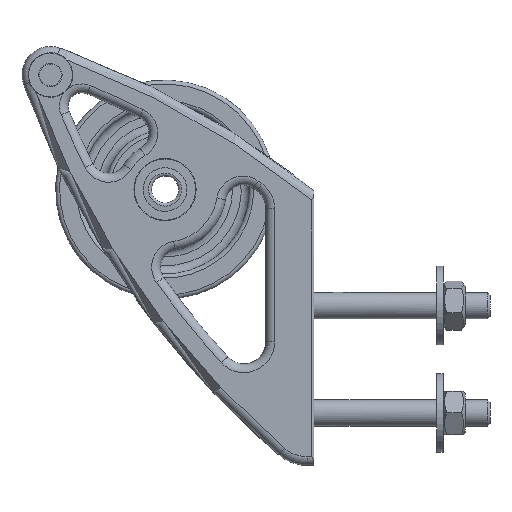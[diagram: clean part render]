
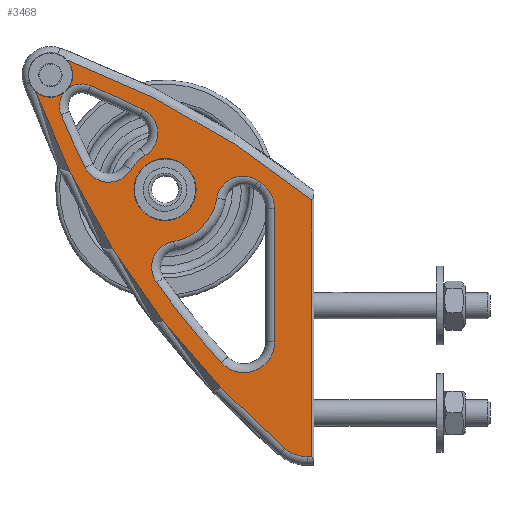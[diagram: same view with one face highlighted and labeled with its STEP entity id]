
A CAD part, left-side view. The second image highlights one B-rep face of the part: STEP entity #3468.
In plain terms, the highlighted planar face has unit normal (-1, 0, 0).
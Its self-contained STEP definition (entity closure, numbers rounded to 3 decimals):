
#111=LINE('',#6128,#211);
#121=LINE('',#6218,#221);
#122=LINE('',#6231,#222);
#211=VECTOR('',#4677,10.);
#221=VECTOR('',#4779,10.);
#222=VECTOR('',#4790,10.);
#427=PLANE('',#3900);
#516=FACE_BOUND('',#1028,.T.);
#517=FACE_BOUND('',#1029,.T.);
#712=FACE_OUTER_BOUND('',#1027,.T.);
#1027=EDGE_LOOP('',(#2778,#2779,#2780,#2781,#2782,#2783,#2784,#2785,#2786,
#2787,#2788,#2789,#2790,#2791));
#1028=EDGE_LOOP('',(#2792));
#1029=EDGE_LOOP('',(#2793,#2794,#2795,#2796,#2797,#2798,#2799,#2800));
#1326=CIRCLE('',#3747,5.1);
#1327=CIRCLE('',#3748,5.1);
#1330=CIRCLE('',#3752,7.1);
#1334=CIRCLE('',#3759,198.);
#1401=CIRCLE('',#3849,198.);
#1403=CIRCLE('',#3852,8.);
#1414=CIRCLE('',#3874,6.);
#1419=CIRCLE('',#3880,194.5);
#1420=CIRCLE('',#3882,5.1);
#1423=CIRCLE('',#3885,5.1);
#1426=CIRCLE('',#3889,194.5);
#1429=CIRCLE('',#3893,6.);
#1431=CIRCLE('',#3896,9.);
#1432=CIRCLE('',#3901,6.);
#1433=CIRCLE('',#3902,12.);
#1434=CIRCLE('',#3903,6.);
#1435=CIRCLE('',#3904,194.);
#1436=CIRCLE('',#3905,7.);
#1437=CIRCLE('',#3906,7.);
#1438=CIRCLE('',#3907,194.);
#1652=VERTEX_POINT('',#5701);
#1654=VERTEX_POINT('',#5711);
#1655=VERTEX_POINT('',#5713);
#1656=VERTEX_POINT('',#5722);
#1659=VERTEX_POINT('',#5737);
#1662=VERTEX_POINT('',#5747);
#1742=VERTEX_POINT('',#6110);
#1744=VERTEX_POINT('',#6115);
#1746=VERTEX_POINT('',#6121);
#1754=VERTEX_POINT('',#6175);
#1755=VERTEX_POINT('',#6177);
#1757=VERTEX_POINT('',#6183);
#1759=VERTEX_POINT('',#6189);
#1761=VERTEX_POINT('',#6196);
#1763=VERTEX_POINT('',#6202);
#1765=VERTEX_POINT('',#6219);
#1766=VERTEX_POINT('',#6220);
#1767=VERTEX_POINT('',#6222);
#1768=VERTEX_POINT('',#6224);
#1769=VERTEX_POINT('',#6226);
#1770=VERTEX_POINT('',#6228);
#1771=VERTEX_POINT('',#6230);
#1772=VERTEX_POINT('',#6232);
#2002=EDGE_CURVE('',#1654,#1652,#1326,.T.);
#2004=EDGE_CURVE('',#1656,#1655,#1327,.T.);
#2008=EDGE_CURVE('',#1659,#1659,#1330,.T.);
#2012=EDGE_CURVE('',#1656,#1662,#1334,.T.);
#2114=EDGE_CURVE('',#1742,#1652,#1401,.T.);
#2116=EDGE_CURVE('',#1744,#1742,#1403,.T.);
#2119=EDGE_CURVE('',#1746,#1744,#111,.T.);
#2137=EDGE_CURVE('',#1754,#1755,#1414,.T.);
#2142=EDGE_CURVE('',#1755,#1757,#1419,.T.);
#2143=EDGE_CURVE('',#1654,#1759,#1420,.T.);
#2146=EDGE_CURVE('',#1757,#1655,#1423,.T.);
#2149=EDGE_CURVE('',#1759,#1761,#1426,.T.);
#2152=EDGE_CURVE('',#1761,#1763,#1429,.T.);
#2154=EDGE_CURVE('',#1763,#1754,#1431,.T.);
#2159=EDGE_CURVE('',#1662,#1746,#121,.T.);
#2160=EDGE_CURVE('',#1765,#1766,#1432,.T.);
#2161=EDGE_CURVE('',#1767,#1765,#1433,.T.);
#2162=EDGE_CURVE('',#1768,#1767,#1434,.T.);
#2163=EDGE_CURVE('',#1769,#1768,#1435,.T.);
#2164=EDGE_CURVE('',#1770,#1769,#1436,.T.);
#2165=EDGE_CURVE('',#1771,#1770,#122,.T.);
#2166=EDGE_CURVE('',#1772,#1771,#1437,.T.);
#2167=EDGE_CURVE('',#1766,#1772,#1438,.T.);
#2778=ORIENTED_EDGE('',*,*,#2002,.T.);
#2779=ORIENTED_EDGE('',*,*,#2114,.F.);
#2780=ORIENTED_EDGE('',*,*,#2116,.F.);
#2781=ORIENTED_EDGE('',*,*,#2119,.F.);
#2782=ORIENTED_EDGE('',*,*,#2159,.F.);
#2783=ORIENTED_EDGE('',*,*,#2012,.F.);
#2784=ORIENTED_EDGE('',*,*,#2004,.T.);
#2785=ORIENTED_EDGE('',*,*,#2146,.F.);
#2786=ORIENTED_EDGE('',*,*,#2142,.F.);
#2787=ORIENTED_EDGE('',*,*,#2137,.F.);
#2788=ORIENTED_EDGE('',*,*,#2154,.F.);
#2789=ORIENTED_EDGE('',*,*,#2152,.F.);
#2790=ORIENTED_EDGE('',*,*,#2149,.F.);
#2791=ORIENTED_EDGE('',*,*,#2143,.F.);
#2792=ORIENTED_EDGE('',*,*,#2008,.T.);
#2793=ORIENTED_EDGE('',*,*,#2160,.F.);
#2794=ORIENTED_EDGE('',*,*,#2161,.F.);
#2795=ORIENTED_EDGE('',*,*,#2162,.F.);
#2796=ORIENTED_EDGE('',*,*,#2163,.F.);
#2797=ORIENTED_EDGE('',*,*,#2164,.F.);
#2798=ORIENTED_EDGE('',*,*,#2165,.F.);
#2799=ORIENTED_EDGE('',*,*,#2166,.F.);
#2800=ORIENTED_EDGE('',*,*,#2167,.F.);
#3468=ADVANCED_FACE('',(#712,#516,#517),#427,.T.);
#3747=AXIS2_PLACEMENT_3D('',#5712,#4441,#4442);
#3748=AXIS2_PLACEMENT_3D('',#5723,#4443,#4444);
#3752=AXIS2_PLACEMENT_3D('',#5738,#4451,#4452);
#3759=AXIS2_PLACEMENT_3D('',#5748,#4465,#4466);
#3849=AXIS2_PLACEMENT_3D('',#6112,#4665,#4666);
#3852=AXIS2_PLACEMENT_3D('',#6117,#4671,#4672);
#3874=AXIS2_PLACEMENT_3D('',#6178,#4721,#4722);
#3880=AXIS2_PLACEMENT_3D('',#6187,#4733,#4734);
#3882=AXIS2_PLACEMENT_3D('',#6190,#4737,#4738);
#3885=AXIS2_PLACEMENT_3D('',#6194,#4743,#4744);
#3889=AXIS2_PLACEMENT_3D('',#6200,#4751,#4752);
#3893=AXIS2_PLACEMENT_3D('',#6206,#4759,#4760);
#3896=AXIS2_PLACEMENT_3D('',#6209,#4765,#4766);
#3900=AXIS2_PLACEMENT_3D('',#6217,#4777,#4778);
#3901=AXIS2_PLACEMENT_3D('',#6221,#4780,#4781);
#3902=AXIS2_PLACEMENT_3D('',#6223,#4782,#4783);
#3903=AXIS2_PLACEMENT_3D('',#6225,#4784,#4785);
#3904=AXIS2_PLACEMENT_3D('',#6227,#4786,#4787);
#3905=AXIS2_PLACEMENT_3D('',#6229,#4788,#4789);
#3906=AXIS2_PLACEMENT_3D('',#6233,#4791,#4792);
#3907=AXIS2_PLACEMENT_3D('',#6234,#4793,#4794);
#4441=DIRECTION('center_axis',(1.,0.,0.));
#4442=DIRECTION('ref_axis',(0.,0.,1.));
#4443=DIRECTION('center_axis',(1.,0.,0.));
#4444=DIRECTION('ref_axis',(0.,0.,1.));
#4451=DIRECTION('center_axis',(1.,0.,0.));
#4452=DIRECTION('ref_axis',(0.,0.,1.));
#4465=DIRECTION('center_axis',(1.,0.,0.));
#4466=DIRECTION('ref_axis',(0.,-0.487,0.873));
#4665=DIRECTION('center_axis',(1.,0.,0.));
#4666=DIRECTION('ref_axis',(0.,0.823,-0.567));
#4671=DIRECTION('center_axis',(1.,0.,0.));
#4672=DIRECTION('ref_axis',(0.,0.347,-0.938));
#4677=DIRECTION('',(0.,1.,0.));
#4721=DIRECTION('center_axis',(-1.,0.,0.));
#4722=DIRECTION('ref_axis',(0.,-0.999,0.039));
#4733=DIRECTION('center_axis',(-1.,0.,0.));
#4734=DIRECTION('ref_axis',(0.,-0.413,0.911));
#4737=DIRECTION('center_axis',(-1.,0.,0.));
#4738=DIRECTION('ref_axis',(0.,0.707,0.707));
#4743=DIRECTION('center_axis',(-1.,0.,0.));
#4744=DIRECTION('ref_axis',(0.,0.707,0.707));
#4751=DIRECTION('center_axis',(-1.,0.,0.));
#4752=DIRECTION('ref_axis',(0.,0.911,-0.413));
#4759=DIRECTION('center_axis',(-1.,0.,0.));
#4760=DIRECTION('ref_axis',(0.,0.039,-0.999));
#4765=DIRECTION('center_axis',(1.,0.,0.));
#4766=DIRECTION('ref_axis',(0.,0.707,0.707));
#4777=DIRECTION('center_axis',(-1.,0.,0.));
#4778=DIRECTION('ref_axis',(0.,0.,1.));
#4779=DIRECTION('',(0.,0.,-1.));
#4780=DIRECTION('center_axis',(-1.,0.,0.));
#4781=DIRECTION('ref_axis',(0.,0.923,0.384));
#4782=DIRECTION('center_axis',(1.,0.,0.));
#4783=DIRECTION('ref_axis',(0.,-0.707,-0.707));
#4784=DIRECTION('center_axis',(-1.,0.,0.));
#4785=DIRECTION('ref_axis',(0.,0.384,0.923));
#4786=DIRECTION('center_axis',(-1.,0.,0.));
#4787=DIRECTION('ref_axis',(0.,-0.583,0.813));
#4788=DIRECTION('center_axis',(-1.,0.,0.));
#4789=DIRECTION('ref_axis',(0.,-0.89,0.456));
#4790=DIRECTION('',(0.,0.,1.));
#4791=DIRECTION('center_axis',(-1.,0.,0.));
#4792=DIRECTION('ref_axis',(0.,-0.362,-0.932));
#4793=DIRECTION('center_axis',(-1.,0.,0.));
#4794=DIRECTION('ref_axis',(0.,0.778,-0.629));
#5701=CARTESIAN_POINT('',(-9.5,-5.932,10.366));
#5711=CARTESIAN_POINT('',(-9.5,-12.427,10.105));
#5712=CARTESIAN_POINT('Origin',(-9.5,-9.337,14.163));
#5713=CARTESIAN_POINT('',(-9.5,-13.395,11.073));
#5722=CARTESIAN_POINT('',(-9.5,-13.134,17.568));
#5723=CARTESIAN_POINT('Origin',(-9.5,-9.337,14.163));
#5737=CARTESIAN_POINT('',(-9.5,-35.5,-19.1));
#5738=CARTESIAN_POINT('Origin',(-9.5,-35.5,-12.));
#5747=CARTESIAN_POINT('',(-9.5,-69.,-14.36));
#5748=CARTESIAN_POINT('Origin',(-9.5,55.872,-168.018));
#6110=CARTESIAN_POINT('',(-9.5,-62.799,-71.079));
#6112=CARTESIAN_POINT('Origin',(-9.5,-191.518,79.372));
#6115=CARTESIAN_POINT('',(-9.5,-68.,-73.));
#6117=CARTESIAN_POINT('Origin',(-9.5,-68.,-65.));
#6121=CARTESIAN_POINT('',(-9.5,-69.,-73.));
#6128=CARTESIAN_POINT('',(-9.5,-34.5,-73.));
#6175=CARTESIAN_POINT('',(-9.5,-30.891,-4.269));
#6177=CARTESIAN_POINT('',(-9.5,-30.483,6.26));
#6178=CARTESIAN_POINT('Origin',(-9.5,-27.819,0.884));
#6183=CARTESIAN_POINT('',(-9.5,-18.433,11.729));
#6187=CARTESIAN_POINT('Origin',(-9.5,55.872,-168.018));
#6189=CARTESIAN_POINT('',(-9.5,-11.771,5.067));
#6190=CARTESIAN_POINT('Origin',(-9.5,-16.484,7.016));
#6194=CARTESIAN_POINT('Origin',(-9.5,-16.484,7.016));
#6196=CARTESIAN_POINT('',(-9.5,-17.24,-6.983));
#6200=CARTESIAN_POINT('Origin',(-9.5,-191.518,79.372));
#6202=CARTESIAN_POINT('',(-9.5,-27.769,-7.391));
#6206=CARTESIAN_POINT('Origin',(-9.5,-22.616,-4.319));
#6209=CARTESIAN_POINT('Origin',(-9.5,-35.5,-12.));
#6217=CARTESIAN_POINT('Origin',(-9.5,-69.,0.));
#6218=CARTESIAN_POINT('',(-9.5,-69.,0.));
#6219=CARTESIAN_POINT('',(-9.5,-37.457,-23.839));
#6220=CARTESIAN_POINT('',(-9.5,-33.55,-33.242));
#6221=CARTESIAN_POINT('Origin',(-9.5,-38.435,-29.759));
#6222=CARTESIAN_POINT('',(-9.5,-47.339,-13.957));
#6223=CARTESIAN_POINT('Origin',(-9.5,-35.5,-12.));
#6224=CARTESIAN_POINT('',(-9.5,-56.742,-10.05));
#6225=CARTESIAN_POINT('Origin',(-9.5,-53.259,-14.935));
#6226=CARTESIAN_POINT('',(-9.5,-57.594,-10.661));
#6227=CARTESIAN_POINT('Origin',(-9.5,55.872,-168.018));
#6228=CARTESIAN_POINT('',(-9.5,-60.5,-16.338));
#6229=CARTESIAN_POINT('Origin',(-9.5,-53.5,-16.338));
#6230=CARTESIAN_POINT('',(-9.5,-60.5,-46.802));
#6231=CARTESIAN_POINT('',(-9.5,-60.5,0.));
#6232=CARTESIAN_POINT('',(-9.5,-48.334,-51.525));
#6233=CARTESIAN_POINT('Origin',(-9.5,-53.5,-46.802));
#6234=CARTESIAN_POINT('Origin',(-9.5,-191.518,79.372));
